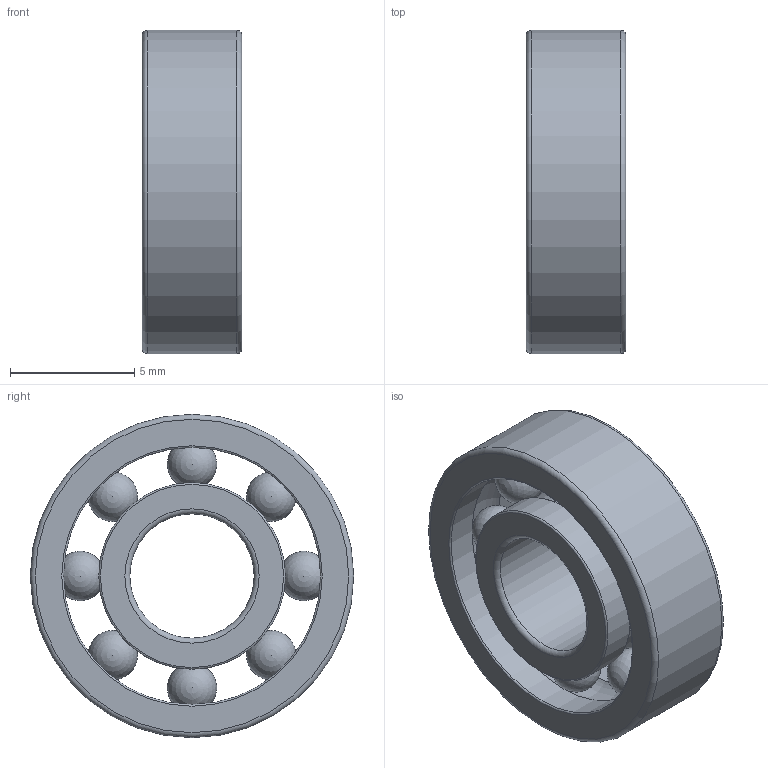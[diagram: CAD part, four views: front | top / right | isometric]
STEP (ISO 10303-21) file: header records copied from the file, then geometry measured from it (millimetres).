
FILE_DESCRIPTION(/* description */ ('STEP AP203'),/* implementation_level */ '2;1');
FILE_NAME(/* name */ 'michaud_chailly_619_5',/* time_stamp */ '2023-12-03T23:40:43+01:00',/* author */ ('License CC BY-ND 4.0'),/* organization */ ('CADENAS'),/* preprocessor_version */ 'ST-DEVELOPER v19.3',/* originating_system */ 'PARTsolutions',/* authorisation */ ' ');
FILE_SCHEMA (('CONFIG_CONTROL_DESIGN'));
Length unit declared in the file: millimetre
Products named in the file (5): michaud_chailly_619/5; michaud_chailly_619/5_PART4; michaud_chailly_619/5_PART3; michaud_chailly_619/5_PART2; michaud_chailly_619/5_PART1
Assembly tree (18 placements, depth 2):
  michaud_chailly_619/5
    michaud_chailly_619/5_PART4  x8
    michaud_chailly_619/5_PART3  x8
    michaud_chailly_619/5_PART2
    michaud_chailly_619/5_PART1
Bounding box: 4 x 13 x 13 mm (x, y, z)
Volume: 309.2 mm3; surface area: 694.4 mm2
Topology: 10 solids, 10 shells, 28 faces, 60 edges, 44 vertices
Faces by surface type: torus 10, sphere 8, cylinder 6, plane 4
Full cylindrical faces by diameter (mm): 5 x1, 7.5 x2, 10.34 x2, 13 x1
Entity records: 663 total; most frequent: DIRECTION 120, CARTESIAN_POINT 82, AXIS2_PLACEMENT_3D 60, FACE_BOUND 41, ORIENTED_EDGE 40, EDGE_LOOP 40, PRODUCT_DEFINITION_SHAPE 23, VERTEX_POINT 21
